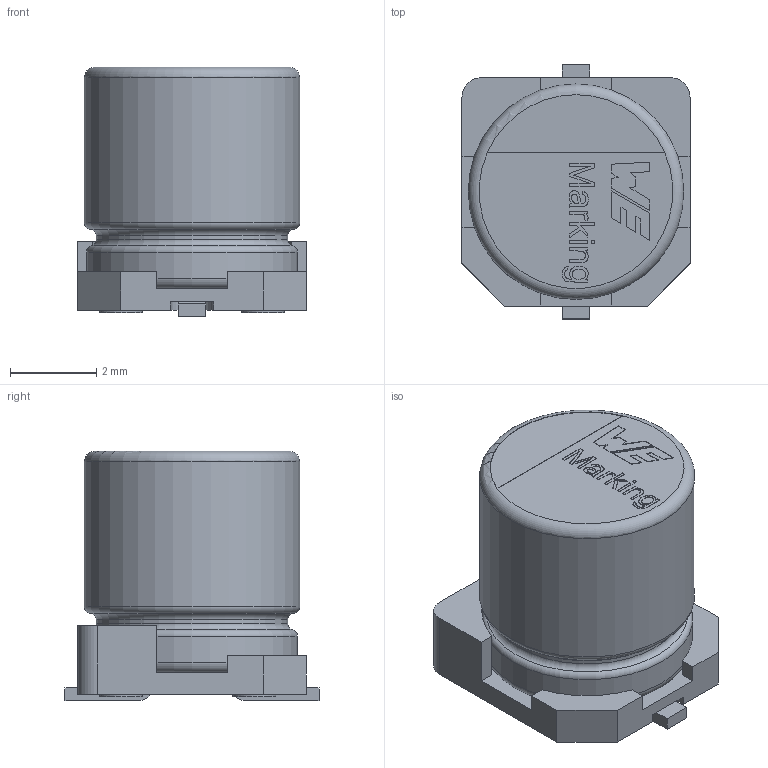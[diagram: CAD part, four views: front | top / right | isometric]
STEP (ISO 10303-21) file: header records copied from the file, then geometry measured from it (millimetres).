
FILE_DESCRIPTION(/* description */ ('Unknown'),/* implementation_level */ '2;1');
FILE_NAME(/* name */ '5x5.8x1.4',/* time_stamp */ '2020-02-27T08:36:26+01:00',/* author */ ('Unknown'),/* organization */ ('Unknown'),/* preprocessor_version */ 'ST-DEVELOPER v16.7',/* originating_system */ 'DEX',/* authorisation */ $);
FILE_SCHEMA (('AUTOMOTIVE_DESIGN {1 0 10303 214 3 1 1}'));
Length unit declared in the file: millimetre
Products named in the file (3): 5x5.8x1.4; capicitor_5x5.8x1.4; Base_F5Capacitor
Assembly tree (2 placements, depth 2):
  5x5.8x1.4
    capicitor_5x5.8x1.4
    Base_F5Capacitor
Bounding box: 5.3 x 5.9 x 5.8 mm (x, y, z)
Volume: 115.5 mm3; surface area: 222.1 mm2
Topology: 2 solids, 2 shells, 221 faces, 575 edges, 382 vertices
Faces by surface type: plane 153, cylinder 45, bspline 16, torus 7
Full cylindrical faces by diameter (mm): 0.625 x1, 0.725 x1, 0.9 x2, 1 x4, 1.225 x1, 1.325 x1, 3.025 x1, 3.125 x1, 3.5 x1, 4.45 x1, 4.9 x1, 5 x1
Entity records: 8423 total; most frequent: CARTESIAN_POINT 2011, ORIENTED_EDGE 1086, DIRECTION 942, EDGE_CURVE 543, VERTEX_POINT 374, AXIS2_PLACEMENT_3D 315, LINE 312, VECTOR 312
